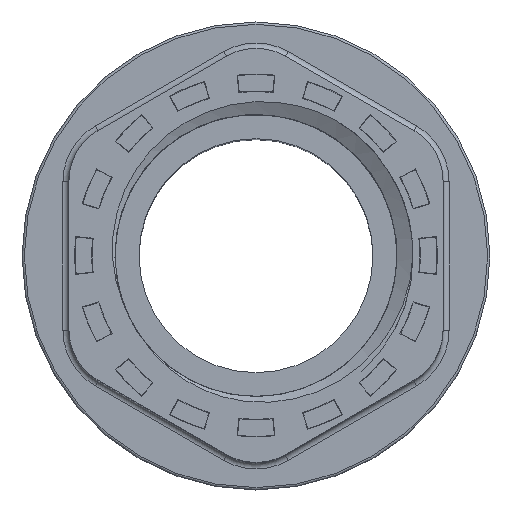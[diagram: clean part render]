
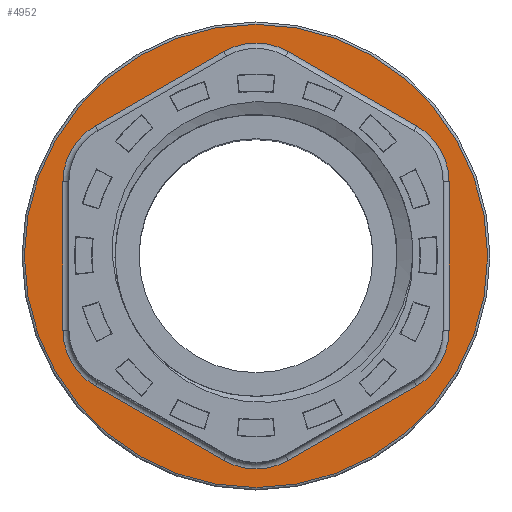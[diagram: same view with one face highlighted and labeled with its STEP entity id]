
A CAD part, top view. The second image highlights one B-rep face of the part: STEP entity #4952.
In plain terms, the highlighted planar face has unit normal (0, 0, 1).
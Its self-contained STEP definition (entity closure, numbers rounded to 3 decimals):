
#1142=LINE('',#23211,#3019);
#1143=LINE('',#23216,#3020);
#1144=LINE('',#23220,#3021);
#1145=LINE('',#23224,#3022);
#1146=LINE('',#23228,#3023);
#1147=LINE('',#23232,#3024);
#3019=VECTOR('',#17087,1.);
#3020=VECTOR('',#17090,1.);
#3021=VECTOR('',#17093,1.);
#3022=VECTOR('',#17096,1.);
#3023=VECTOR('',#17099,1.);
#3024=VECTOR('',#17102,1.);
#4952=ADVANCED_FACE('',(#6752,#6753),#5765,.F.);
#5765=PLANE('',#16171);
#6752=FACE_BOUND('',#6837,.T.);
#6753=FACE_BOUND('',#6838,.T.);
#6837=EDGE_LOOP('',(#7755,#7756,#7757,#7758,#7759,#7760,#7761,#7762,#7763,
#7764,#7765,#7766));
#6838=EDGE_LOOP('',(#7767));
#7755=ORIENTED_EDGE('',*,*,#13795,.T.);
#7756=ORIENTED_EDGE('',*,*,#13796,.T.);
#7757=ORIENTED_EDGE('',*,*,#13797,.T.);
#7758=ORIENTED_EDGE('',*,*,#13798,.T.);
#7759=ORIENTED_EDGE('',*,*,#13799,.T.);
#7760=ORIENTED_EDGE('',*,*,#13800,.T.);
#7761=ORIENTED_EDGE('',*,*,#13801,.T.);
#7762=ORIENTED_EDGE('',*,*,#13802,.T.);
#7763=ORIENTED_EDGE('',*,*,#13803,.T.);
#7764=ORIENTED_EDGE('',*,*,#13804,.T.);
#7765=ORIENTED_EDGE('',*,*,#13805,.T.);
#7766=ORIENTED_EDGE('',*,*,#13806,.T.);
#7767=ORIENTED_EDGE('',*,*,#13807,.T.);
#12283=VERTEX_POINT('',#23212);
#12284=VERTEX_POINT('',#23213);
#12285=VERTEX_POINT('',#23215);
#12286=VERTEX_POINT('',#23217);
#12287=VERTEX_POINT('',#23219);
#12288=VERTEX_POINT('',#23221);
#12289=VERTEX_POINT('',#23223);
#12290=VERTEX_POINT('',#23225);
#12291=VERTEX_POINT('',#23227);
#12292=VERTEX_POINT('',#23229);
#12293=VERTEX_POINT('',#23231);
#12294=VERTEX_POINT('',#23233);
#12295=VERTEX_POINT('',#23236);
#13795=EDGE_CURVE('',#12283,#12284,#1142,.T.);
#13796=EDGE_CURVE('',#12284,#12285,#16018,.T.);
#13797=EDGE_CURVE('',#12285,#12286,#1143,.T.);
#13798=EDGE_CURVE('',#12286,#12287,#16019,.T.);
#13799=EDGE_CURVE('',#12287,#12288,#1144,.T.);
#13800=EDGE_CURVE('',#12288,#12289,#16020,.T.);
#13801=EDGE_CURVE('',#12289,#12290,#1145,.T.);
#13802=EDGE_CURVE('',#12290,#12291,#16021,.T.);
#13803=EDGE_CURVE('',#12291,#12292,#1146,.T.);
#13804=EDGE_CURVE('',#12292,#12293,#16022,.T.);
#13805=EDGE_CURVE('',#12293,#12294,#1147,.T.);
#13806=EDGE_CURVE('',#12294,#12283,#16023,.T.);
#13807=EDGE_CURVE('',#12295,#12295,#16024,.T.);
#16018=CIRCLE('',#16164,5.5);
#16019=CIRCLE('',#16165,5.5);
#16020=CIRCLE('',#16166,5.5);
#16021=CIRCLE('',#16167,5.5);
#16022=CIRCLE('',#16168,5.5);
#16023=CIRCLE('',#16169,5.5);
#16024=CIRCLE('',#16170,19.8);
#16164=AXIS2_PLACEMENT_3D('',#23214,#17088,#17089);
#16165=AXIS2_PLACEMENT_3D('',#23218,#17091,#17092);
#16166=AXIS2_PLACEMENT_3D('',#23222,#17094,#17095);
#16167=AXIS2_PLACEMENT_3D('',#23226,#17097,#17098);
#16168=AXIS2_PLACEMENT_3D('',#23230,#17100,#17101);
#16169=AXIS2_PLACEMENT_3D('',#23234,#17103,#17104);
#16170=AXIS2_PLACEMENT_3D('',#23235,#17105,#17106);
#16171=AXIS2_PLACEMENT_3D('',#23237,#17107,#17108);
#17087=DIRECTION('',(-0.866,-0.5,0.));
#17088=DIRECTION('',(0.,0.,-1.));
#17089=DIRECTION('',(-1.,0.,0.));
#17090=DIRECTION('',(-0.866,0.5,0.));
#17091=DIRECTION('',(0.,0.,-1.));
#17092=DIRECTION('',(-1.,0.,0.));
#17093=DIRECTION('',(0.,1.,0.));
#17094=DIRECTION('',(0.,0.,-1.));
#17095=DIRECTION('',(-1.,0.,0.));
#17096=DIRECTION('',(0.866,0.5,0.));
#17097=DIRECTION('',(0.,0.,-1.));
#17098=DIRECTION('',(-1.,0.,0.));
#17099=DIRECTION('',(0.866,-0.5,0.));
#17100=DIRECTION('',(0.,0.,-1.));
#17101=DIRECTION('',(-1.,0.,0.));
#17102=DIRECTION('',(0.,-1.,0.));
#17103=DIRECTION('',(0.,0.,-1.));
#17104=DIRECTION('',(-1.,0.,0.));
#17105=DIRECTION('',(0.,0.,1.));
#17106=DIRECTION('',(-1.,0.,0.));
#17107=DIRECTION('',(0.,0.,-1.));
#17108=DIRECTION('',(1.,0.,0.));
#23211=CARTESIAN_POINT('',(2.75,-17.465,0.));
#23212=CARTESIAN_POINT('',(13.75,-11.114,0.));
#23213=CARTESIAN_POINT('',(2.75,-17.465,0.));
#23214=CARTESIAN_POINT('',(0.,-12.702,0.));
#23215=CARTESIAN_POINT('',(-2.75,-17.465,0.));
#23216=CARTESIAN_POINT('',(-13.75,-11.114,0.));
#23217=CARTESIAN_POINT('',(-13.75,-11.114,0.));
#23218=CARTESIAN_POINT('',(-11.,-6.351,0.));
#23219=CARTESIAN_POINT('',(-16.5,-6.351,0.));
#23220=CARTESIAN_POINT('',(-16.5,6.351,0.));
#23221=CARTESIAN_POINT('',(-16.5,6.351,0.));
#23222=CARTESIAN_POINT('',(-11.,6.351,0.));
#23223=CARTESIAN_POINT('',(-13.75,11.114,0.));
#23224=CARTESIAN_POINT('',(-2.75,17.465,0.));
#23225=CARTESIAN_POINT('',(-2.75,17.465,0.));
#23226=CARTESIAN_POINT('',(0.,12.702,0.));
#23227=CARTESIAN_POINT('',(2.75,17.465,0.));
#23228=CARTESIAN_POINT('',(13.75,11.114,0.));
#23229=CARTESIAN_POINT('',(13.75,11.114,0.));
#23230=CARTESIAN_POINT('',(11.,6.351,0.));
#23231=CARTESIAN_POINT('',(16.5,6.351,0.));
#23232=CARTESIAN_POINT('',(16.5,-6.351,0.));
#23233=CARTESIAN_POINT('',(16.5,-6.351,0.));
#23234=CARTESIAN_POINT('',(11.,-6.351,0.));
#23235=CARTESIAN_POINT('',(0.,0.,
0.));
#23236=CARTESIAN_POINT('',(-19.8,0.,0.));
#23237=CARTESIAN_POINT('',(0.,0.,
0.));
